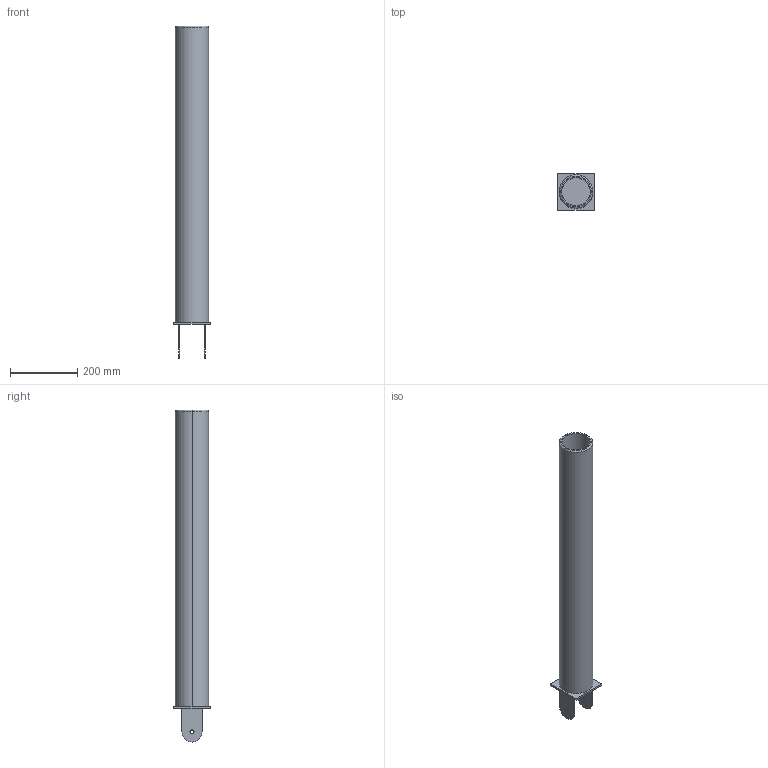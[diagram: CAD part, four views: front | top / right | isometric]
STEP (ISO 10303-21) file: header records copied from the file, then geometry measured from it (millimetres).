
FILE_DESCRIPTION (( 'STEP AP203' ), '1' );
FILE_NAME ('PistonUstMil_Varsayilan_sldprt.STEP', '2018-12-13T22:27:03', ( '' ), ( '' ), 'SwSTEP 2.0', 'SolidWorks 2016', '' );
FILE_SCHEMA (( 'CONFIG_CONTROL_DESIGN' ));
Length unit declared in the file: millimetre
Products named in the file (1): PistonUstMil_Varsayilan_sldprt
Bounding box: 108 x 108 x 991 mm (x, y, z)
Volume: 2041769.2 mm3; surface area: 563428.8 mm2
Topology: 1 solids, 1 shells, 30 faces, 70 edges, 46 vertices
Faces by surface type: plane 16, cylinder 12, torus 2
Entity records: 951 total; most frequent: DIRECTION 160, CARTESIAN_POINT 147, ORIENTED_EDGE 140, EDGE_CURVE 70, AXIS2_PLACEMENT_3D 59, VERTEX_POINT 46, VECTOR 42, LINE 42
